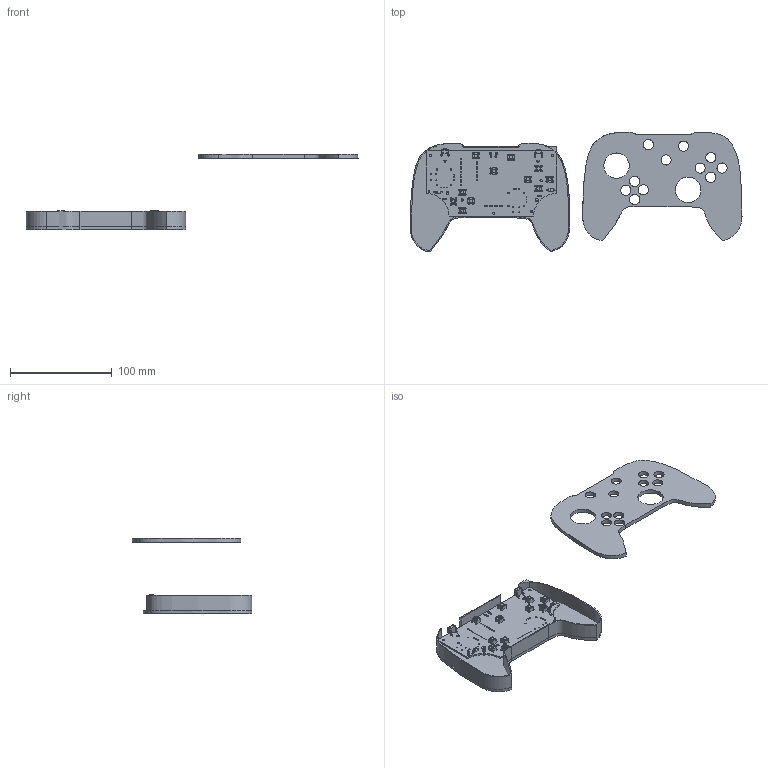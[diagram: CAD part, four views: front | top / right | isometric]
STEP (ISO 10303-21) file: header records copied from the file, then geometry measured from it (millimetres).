
FILE_DESCRIPTION(/* description */ (''),/* implementation_level */ '2;1');
FILE_NAME(/* name */ '282b79c0-e450-4fc5-842d-c6cd83b515ff.step',/* time_stamp */ '2026-01-29T16:36:41Z',/* author */ (''),/* organization */ (''),/* preprocessor_version */ 'ST-DEVELOPER v20.1',/* originating_system */ 'Autodesk Translation Framework v14.24.0.0',/* authorisation */ '');
FILE_SCHEMA (('AUTOMOTIVE_DESIGN { 1 0 10303 214 3 1 1 }','FEATURE_BASED_PROCESS_PLANNING','MODEL_BASED_INTEGRATED_MANUFACTURING_SCHEMA','PROCESS_PLANNING_SCHEMA'));
Length unit declared in the file: millimetre
Products named in the file (12): 2026-01-24-18-44-36-667; Controller.step; R_Axial_DIN0204_L3.6mm_D1.6mm_P2.54mm_Vertical; SOT-23; SW_Tactile_SPST_Angled_PTS645Vx39-2LFS; D_DO-41_SOD81_P7.62mm_Horizontal; PinHeader_1x02_P1.00mm_Vertical; SW_PUSH_6mm; RaspberryPi_Pico_W; RaspberryPi_Pico_W_Module_KiCad; TO-92; Controller_PCB
Assembly tree (27 placements, depth 4):
  2026-01-24-18-44-36-667
    Controller.step
      SW_PUSH_6mm  x11
      D_DO-41_SOD81_P7.62mm_Horizontal  x2
      R_Axial_DIN0204_L3.6mm_D1.6mm_P2.54mm_Vertical  x2
      SW_Tactile_SPST_Angled_PTS645Vx39-2LFS  x2
      SOT-23  x2
      PinHeader_1x02_P1.00mm_Vertical  x2
      TO-92  x2
      RaspberryPi_Pico_W
        RaspberryPi_Pico_W_Module_KiCad
      Controller_PCB
Bounding box: 326.62 x 117.8 x 74 mm (x, y, z)
Volume: 103136.5 mm3; surface area: 91603.5 mm2
Topology: 29 solids, 29 shells, 2435 faces, 6505 edges, 4283 vertices
Faces by surface type: plane 1531, cylinder 845, bspline 28, torus 23, sphere 8
Full cylindrical faces by diameter (mm): 0.5 x12, 0.7 x4, 0.75 x6, 0.8 x16, 0.889 x12, 0.9 x8, 0.99 x4, 1 x122, 1.1 x48, 1.2 x4, 1.3 x4, 1.397 x8, 1.44 x2, 1.6 x4, 1.85 x2, 2.1 x4, 2.2 x7, 2.7 x4, 2.72 x2, 3.14 x2, 3.5 x13, 10 x11, 25 x2
Entity records: 40618 total; most frequent: CARTESIAN_POINT 9993, DIRECTION 6031, ORIENTED_EDGE 5972, EDGE_CURVE 2986, AXIS2_PLACEMENT_3D 2015, VERTEX_POINT 2011, LINE 2001, VECTOR 2001
